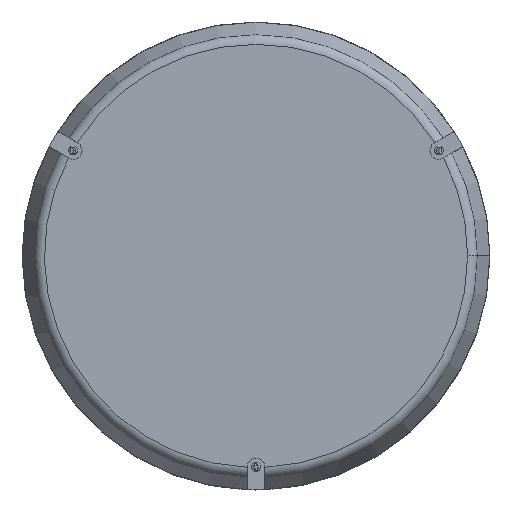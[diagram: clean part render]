
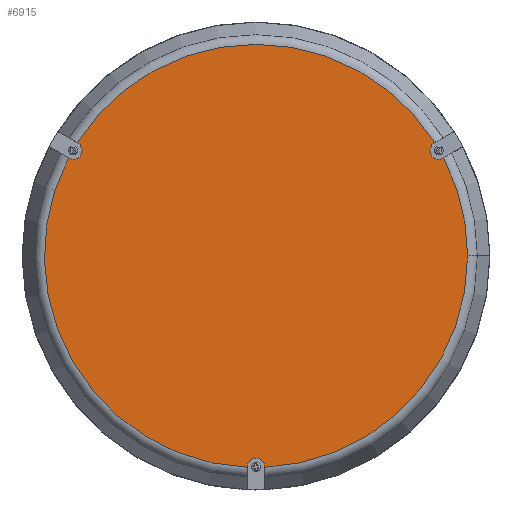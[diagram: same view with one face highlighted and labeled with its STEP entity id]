
A CAD part, top view. The second image highlights one B-rep face of the part: STEP entity #6915.
In plain terms, the highlighted planar face has unit normal (0, 0, 1).
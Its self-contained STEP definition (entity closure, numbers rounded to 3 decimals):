
#110 = FACE_OUTER_BOUND ( 'NONE', #6480, .T. ) ;
#129 = CARTESIAN_POINT ( 'NONE',  ( -5., 0., 27.5 ) ) ;
#152 = EDGE_CURVE ( 'NONE', #7758, #5875, #3020, .T. ) ;
#159 = ORIENTED_EDGE ( 'NONE', *, *, #1644, .T. ) ;
#709 = EDGE_CURVE ( 'NONE', #3782, #7371, #2375, .T. ) ;
#801 = CARTESIAN_POINT ( 'NONE',  ( 5., -119.713, 27.5 ) ) ;
#855 = VECTOR ( 'NONE', #2669, 1000. ) ;
#866 = DIRECTION ( 'NONE',  ( 1., 0., 0. ) ) ;
#892 = LINE ( 'NONE', #129, #855 ) ;
#911 = ORIENTED_EDGE ( 'NONE', *, *, #1517, .T. ) ;
#927 = DIRECTION ( 'NONE',  ( 1., 0., 0. ) ) ;
#965 = EDGE_CURVE ( 'NONE', #8885, #6523, #2029, .T. ) ;
#982 = VECTOR ( 'NONE', #1172, 1000. ) ;
#990 = LINE ( 'NONE', #1055, #982 ) ;
#1055 = CARTESIAN_POINT ( 'NONE',  ( -117.167, 61.873, 27.5 ) ) ;
#1061 = CARTESIAN_POINT ( 'NONE',  ( 0., 0., 27.5 ) ) ;
#1079 = VECTOR ( 'NONE', #1472, 1000. ) ;
#1102 = LINE ( 'NONE', #1502, #1079 ) ;
#1124 = EDGE_CURVE ( 'NONE', #6874, #6510, #1783, .T. ) ;
#1129 = DIRECTION ( 'NONE',  ( 0., 0., 1. ) ) ;
#1172 = DIRECTION ( 'NONE',  ( -0.866, 0.5, 0. ) ) ;
#1242 = VECTOR ( 'NONE', #2613, 1000. ) ;
#1252 = LINE ( 'NONE', #2694, #1242 ) ;
#1264 = EDGE_CURVE ( 'NONE', #6510, #3407, #1637, .T. ) ;
#1314 = CARTESIAN_POINT ( 'NONE',  ( 98.49, 59.75, 27.5 ) ) ;
#1332 = VECTOR ( 'NONE', #3159, 1000. ) ;
#1363 = LINE ( 'NONE', #3183, #1332 ) ;
#1398 = EDGE_CURVE ( 'NONE', #1541, #6571, #1451, .T. ) ;
#1443 = EDGE_CURVE ( 'NONE', #6571, #4580, #1363, .T. ) ;
#1451 = CIRCLE ( 'NONE', #2982, 119.818 ) ;
#1472 = DIRECTION ( 'NONE',  ( 0.866, -0.5, 0. ) ) ;
#1502 = CARTESIAN_POINT ( 'NONE',  ( -112.167, 70.533, 27.5 ) ) ;
#1517 = EDGE_CURVE ( 'NONE', #6523, #5674, #1252, .T. ) ;
#1536 = DIRECTION ( 'NONE',  ( 0., 0., 1. ) ) ;
#1541 = VERTEX_POINT ( 'NONE', #2592 ) ;
#1592 = CARTESIAN_POINT ( 'NONE',  ( 0., 0., 27.5 ) ) ;
#1637 = LINE ( 'NONE', #4596, #1657 ) ;
#1644 = EDGE_CURVE ( 'NONE', #4488, #7758, #1102, .T. ) ;
#1657 = VECTOR ( 'NONE', #4496, 1000. ) ;
#1697 = EDGE_CURVE ( 'NONE', #5875, #3782, #990, .T. ) ;
#1783 = CIRCLE ( 'NONE', #3878, 5. ) ;
#1821 = EDGE_CURVE ( 'NONE', #6874, #7371, #892, .T. ) ;
#1853 = DIRECTION ( 'NONE',  ( 1., 0., 0. ) ) ;
#2029 = CIRCLE ( 'NONE', #4498, 5. ) ;
#2375 = CIRCLE ( 'NONE', #5737, 119.818 ) ;
#2431 = ORIENTED_EDGE ( 'NONE', *, *, #8374, .T. ) ;
#2592 = CARTESIAN_POINT ( 'NONE',  ( 119.818, 0., 27.5 ) ) ;
#2613 = DIRECTION ( 'NONE',  ( 0.866, 0.5, 0. ) ) ;
#2669 = DIRECTION ( 'NONE',  ( 0., -1., 0. ) ) ;
#2694 = CARTESIAN_POINT ( 'NONE',  ( 112.167, 70.533, 27.5 ) ) ;
#2776 = CARTESIAN_POINT ( 'NONE',  ( 0., 0., 27.5 ) ) ;
#2909 = ORIENTED_EDGE ( 'NONE', *, *, #709, .T. ) ;
#2982 = AXIS2_PLACEMENT_3D ( 'NONE', #3475, #3314, #3345 ) ;
#3020 = CIRCLE ( 'NONE', #8058, 5. ) ;
#3159 = DIRECTION ( 'NONE',  ( -0.866, -0.5, 0. ) ) ;
#3183 = CARTESIAN_POINT ( 'NONE',  ( 117.167, 61.873, 27.5 ) ) ;
#3279 = AXIS2_PLACEMENT_3D ( 'NONE', #7303, #5995, #927 ) ;
#3314 = DIRECTION ( 'NONE',  ( 0., 0., 1. ) ) ;
#3345 = DIRECTION ( 'NONE',  ( 1., 0., 0. ) ) ;
#3407 = VERTEX_POINT ( 'NONE', #801 ) ;
#3475 = CARTESIAN_POINT ( 'NONE',  ( 0., 0., 27.5 ) ) ;
#3561 = CARTESIAN_POINT ( 'NONE',  ( 105.99, 55.42, 27.5 ) ) ;
#3782 = VERTEX_POINT ( 'NONE', #6971 ) ;
#3878 = AXIS2_PLACEMENT_3D ( 'NONE', #5863, #5832, #5824 ) ;
#3912 = CARTESIAN_POINT ( 'NONE',  ( -5., -119.713, 27.5 ) ) ;
#4034 = AXIS2_PLACEMENT_3D ( 'NONE', #1592, #1536, #1853 ) ;
#4207 = AXIS2_PLACEMENT_3D ( 'NONE', #1061, #1129, #866 ) ;
#4285 = DIRECTION ( 'NONE',  ( 1., 0., 0. ) ) ;
#4294 = DIRECTION ( 'NONE',  ( 0., 0., -1. ) ) ;
#4297 = CARTESIAN_POINT ( 'NONE',  ( 103.49, 59.75, 27.5 ) ) ;
#4332 = DIRECTION ( 'NONE',  ( -1., 0., 0. ) ) ;
#4344 = DIRECTION ( 'NONE',  ( 0., 0., -1. ) ) ;
#4353 = CARTESIAN_POINT ( 'NONE',  ( -103.49, 59.75, 27.5 ) ) ;
#4488 = VERTEX_POINT ( 'NONE', #5119 ) ;
#4496 = DIRECTION ( 'NONE',  ( 0., -1., 0. ) ) ;
#4498 = AXIS2_PLACEMENT_3D ( 'NONE', #7159, #7115, #7084 ) ;
#4499 = ORIENTED_EDGE ( 'NONE', *, *, #152, .T. ) ;
#4580 = VERTEX_POINT ( 'NONE', #3561 ) ;
#4596 = CARTESIAN_POINT ( 'NONE',  ( 5., -132.406, 27.5 ) ) ;
#4955 = DIRECTION ( 'NONE',  ( 1., 0., 0. ) ) ;
#4983 = CARTESIAN_POINT ( 'NONE',  ( 106.175, 55.527, 27.5 ) ) ;
#5119 = CARTESIAN_POINT ( 'NONE',  ( -101.175, 64.187, 27.5 ) ) ;
#5320 = PLANE ( 'NONE',  #3279 ) ;
#5331 = ORIENTED_EDGE ( 'NONE', *, *, #1398, .T. ) ;
#5372 = ORIENTED_EDGE ( 'NONE', *, *, #9210, .T. ) ;
#5669 = CARTESIAN_POINT ( 'NONE',  ( 101.175, 64.187, 27.5 ) ) ;
#5674 = VERTEX_POINT ( 'NONE', #5669 ) ;
#5737 = AXIS2_PLACEMENT_3D ( 'NONE', #2776, #6325, #4955 ) ;
#5824 = DIRECTION ( 'NONE',  ( 1., 0., 0. ) ) ;
#5832 = DIRECTION ( 'NONE',  ( 0., 0., -1. ) ) ;
#5863 = CARTESIAN_POINT ( 'NONE',  ( 0., -119.5, 27.5 ) ) ;
#5875 = VERTEX_POINT ( 'NONE', #8093 ) ;
#5995 = DIRECTION ( 'NONE',  ( 0., 0., 1. ) ) ;
#6325 = DIRECTION ( 'NONE',  ( 0., 0., 1. ) ) ;
#6339 = ORIENTED_EDGE ( 'NONE', *, *, #1821, .F. ) ;
#6360 = ORIENTED_EDGE ( 'NONE', *, *, #1264, .T. ) ;
#6480 = EDGE_LOOP ( 'NONE', ( #6360, #9227, #5331, #8798, #2431, #7513, #911, #5372, #159, #4499, #9180, #2909, #6339, #9202 ) ) ;
#6510 = VERTEX_POINT ( 'NONE', #8470 ) ;
#6523 = VERTEX_POINT ( 'NONE', #7897 ) ;
#6571 = VERTEX_POINT ( 'NONE', #4983 ) ;
#6874 = VERTEX_POINT ( 'NONE', #7523 ) ;
#6889 = CIRCLE ( 'NONE', #4207, 119.818 ) ;
#6915 = ADVANCED_FACE ( 'NONE', ( #110 ), #5320, .T. ) ;
#6971 = CARTESIAN_POINT ( 'NONE',  ( -106.175, 55.527, 27.5 ) ) ;
#7084 = DIRECTION ( 'NONE',  ( 1., 0., 0. ) ) ;
#7115 = DIRECTION ( 'NONE',  ( 0., 0., -1. ) ) ;
#7159 = CARTESIAN_POINT ( 'NONE',  ( 103.49, 59.75, 27.5 ) ) ;
#7275 = AXIS2_PLACEMENT_3D ( 'NONE', #4297, #4294, #4285 ) ;
#7303 = CARTESIAN_POINT ( 'NONE',  ( 0., 0., 27.5 ) ) ;
#7371 = VERTEX_POINT ( 'NONE', #3912 ) ;
#7469 = CIRCLE ( 'NONE', #7275, 5. ) ;
#7513 = ORIENTED_EDGE ( 'NONE', *, *, #965, .T. ) ;
#7523 = CARTESIAN_POINT ( 'NONE',  ( -5., -119.5, 27.5 ) ) ;
#7549 = EDGE_CURVE ( 'NONE', #3407, #1541, #6889, .T. ) ;
#7758 = VERTEX_POINT ( 'NONE', #8461 ) ;
#7897 = CARTESIAN_POINT ( 'NONE',  ( 100.99, 64.08, 27.5 ) ) ;
#8058 = AXIS2_PLACEMENT_3D ( 'NONE', #4353, #4344, #4332 ) ;
#8093 = CARTESIAN_POINT ( 'NONE',  ( -105.99, 55.42, 27.5 ) ) ;
#8374 = EDGE_CURVE ( 'NONE', #4580, #8885, #7469, .T. ) ;
#8461 = CARTESIAN_POINT ( 'NONE',  ( -100.99, 64.08, 27.5 ) ) ;
#8470 = CARTESIAN_POINT ( 'NONE',  ( 5., -119.5, 27.5 ) ) ;
#8798 = ORIENTED_EDGE ( 'NONE', *, *, #1443, .T. ) ;
#8885 = VERTEX_POINT ( 'NONE', #1314 ) ;
#9125 = CIRCLE ( 'NONE', #4034, 119.818 ) ;
#9180 = ORIENTED_EDGE ( 'NONE', *, *, #1697, .T. ) ;
#9202 = ORIENTED_EDGE ( 'NONE', *, *, #1124, .T. ) ;
#9210 = EDGE_CURVE ( 'NONE', #5674, #4488, #9125, .T. ) ;
#9227 = ORIENTED_EDGE ( 'NONE', *, *, #7549, .T. ) ;
